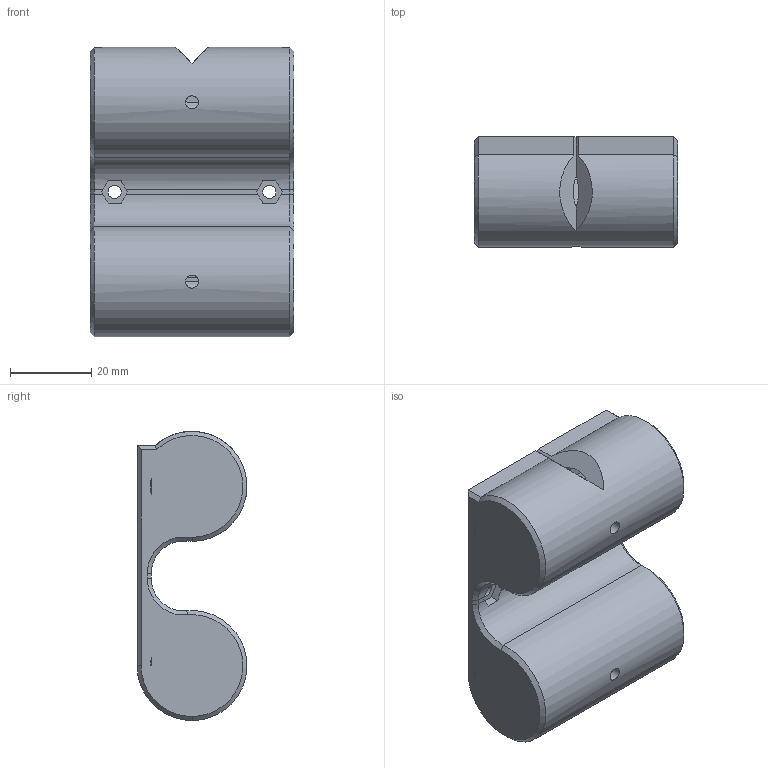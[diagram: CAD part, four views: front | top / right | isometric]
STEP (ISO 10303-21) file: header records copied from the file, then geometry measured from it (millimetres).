
FILE_DESCRIPTION(('FreeCAD Model'),'2;1');
FILE_NAME('Open CASCADE Shape Model','2022-02-10T18:55:26',('Author'),( ''),'Open CASCADE STEP processor 7.5','FreeCAD','Unknown');
FILE_SCHEMA(('AUTOMOTIVE_DESIGN { 1 0 10303 214 1 1 1 1 }'));
Length unit declared in the file: millimetre
Products named in the file (1): NEW.y.motor.holder.clamp
Bounding box: 50 x 27 x 71 mm (x, y, z)
Volume: 38326.2 mm3; surface area: 18576.1 mm2
Topology: 1 solids, 1 shells, 57 faces, 158 edges, 102 vertices
Faces by surface type: plane 33, cone 12, cylinder 12
Full cylindrical faces by diameter (mm): 3.2 x6
Entity records: 4566 total; most frequent: CARTESIAN_POINT 1476, DIRECTION 542, ORIENTED_EDGE 316, PCURVE 316, DEFINITIONAL_REPRESENTATION 316, LINE 288, VECTOR 288, EDGE_CURVE 158
